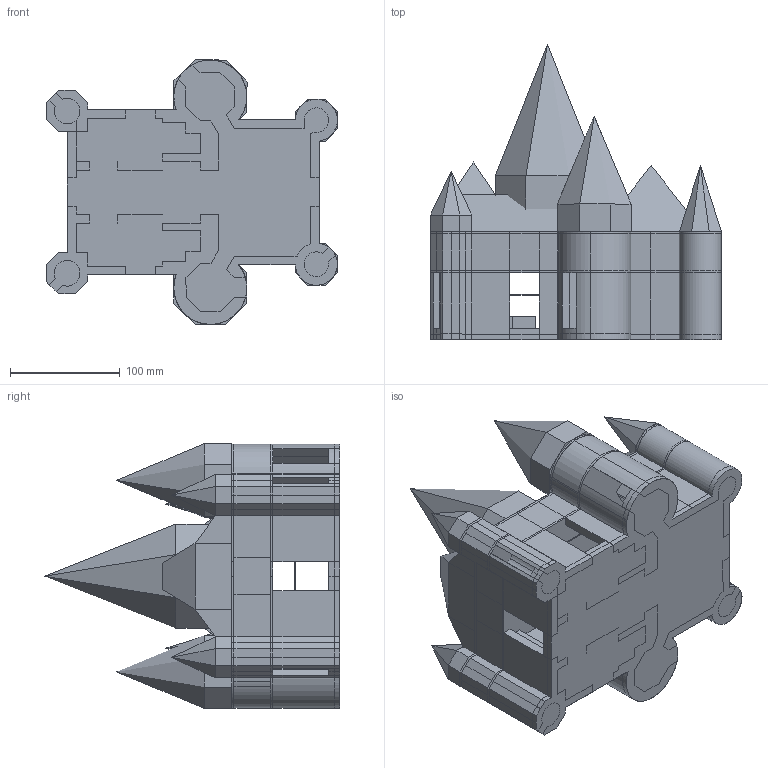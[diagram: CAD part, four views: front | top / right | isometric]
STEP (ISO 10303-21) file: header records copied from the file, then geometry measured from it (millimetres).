
FILE_DESCRIPTION(/* description */ (''),/* implementation_level */ '2;1');
FILE_NAME(/* name */ 'waag_model.step',/* time_stamp */ '2021-05-21T14:44:16+02:00',/* author */ (''),/* organization */ (''),/* preprocessor_version */ 'ST-DEVELOPER v18.1',/* originating_system */ 'Autodesk Translation Framework v10.6.0.1341',/* authorisation */ '');
FILE_SCHEMA (('AUTOMOTIVE_DESIGN { 1 0 10303 214 3 1 1 }'));
Length unit declared in the file: millimetre
Products named in the file (2): ground_floor; roof
Assembly tree (1 placements, depth 2):
  ground_floor
    roof
Bounding box: 265.29 x 269.5 x 241.63 mm (x, y, z)
Volume: 3730594.6 mm3; surface area: 1036230.4 mm2
Topology: 119 solids, 121 shells, 1447 faces, 3620 edges, 2412 vertices
Faces by surface type: plane 1248, bspline 107, cylinder 92
Entity records: 45679 total; most frequent: CARTESIAN_POINT 11463, ORIENTED_EDGE 7232, DIRECTION 6342, EDGE_CURVE 3622, LINE 3220, VECTOR 3220, VERTEX_POINT 2412, AXIS2_PLACEMENT_3D 1561
